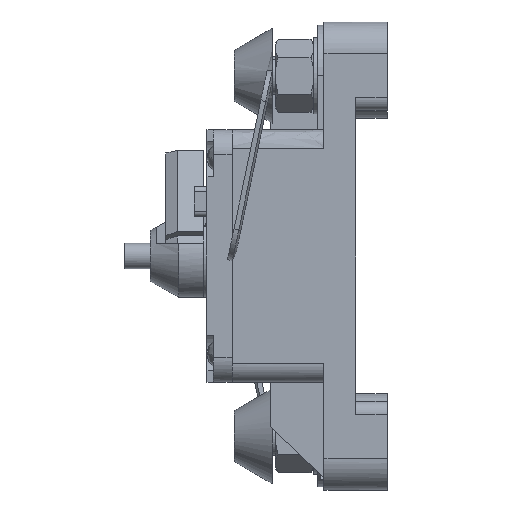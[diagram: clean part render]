
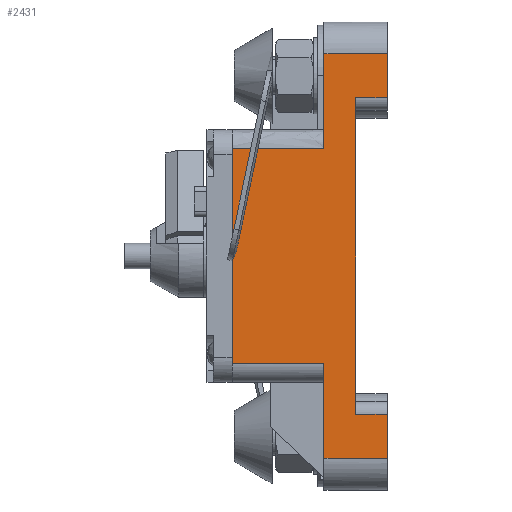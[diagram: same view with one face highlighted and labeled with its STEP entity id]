
A CAD part, left-side view. The second image highlights one B-rep face of the part: STEP entity #2431.
In plain terms, the highlighted free-form (B-spline) face has degree [1, 1] with [2, 2] control points.
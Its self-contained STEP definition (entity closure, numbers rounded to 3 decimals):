
#1130 = VERTEX_POINT('',#1131);
#1131 = CARTESIAN_POINT('',(-21.589,8.995,
    -28.785));
#1137 = EDGE_CURVE('',#1130,#1138,#1140,.T.);
#1138 = VERTEX_POINT('',#1139);
#1139 = CARTESIAN_POINT('',(-21.589,8.995,
    -15.292));
#1140 = B_SPLINE_CURVE_WITH_KNOTS('',1,(#1141,#1142),.UNSPECIFIED.,.F.,
  .F.,(2,2),(5.,20.),.PIECEWISE_BEZIER_KNOTS.);
#1141 = CARTESIAN_POINT('',(-21.589,8.995,
    -28.785));
#1142 = CARTESIAN_POINT('',(-21.589,8.995,
    -15.292));
#1467 = EDGE_CURVE('',#1468,#1470,#1472,.T.);
#1468 = VERTEX_POINT('',#1469);
#1469 = CARTESIAN_POINT('',(-21.589,8.995,
    15.292));
#1470 = VERTEX_POINT('',#1471);
#1471 = CARTESIAN_POINT('',(-21.589,8.995,
    28.785));
#1472 = B_SPLINE_CURVE_WITH_KNOTS('',1,(#1473,#1474),.UNSPECIFIED.,.F.,
  .F.,(2,2),(54.,69.),.PIECEWISE_BEZIER_KNOTS.);
#1473 = CARTESIAN_POINT('',(-21.589,8.995,
    15.292));
#1474 = CARTESIAN_POINT('',(-21.589,8.995,
    28.785));
#1989 = VERTEX_POINT('',#1990);
#1990 = CARTESIAN_POINT('',(-21.589,4.498,
    22.488));
#1996 = EDGE_CURVE('',#1997,#1989,#1999,.T.);
#1997 = VERTEX_POINT('',#1998);
#1998 = CARTESIAN_POINT('',(-21.589,4.498,-22.488
    ));
#1999 = B_SPLINE_CURVE_WITH_KNOTS('',1,(#2000,#2001),.UNSPECIFIED.,.F.,
  .F.,(2,2),(12.,62.),.PIECEWISE_BEZIER_KNOTS.);
#2000 = CARTESIAN_POINT('',(-21.589,4.498,-22.488
    ));
#2001 = CARTESIAN_POINT('',(-21.589,4.498,
    22.488));
#2431 = ADVANCED_FACE('',(#2432),#2494,.F.);
#2432 = FACE_BOUND('',#2433,.T.);
#2433 = EDGE_LOOP('',(#2434,#2435,#2442,#2449,#2454,#2455,#2462,#2469,
    #2474,#2475,#2482,#2489));
#2434 = ORIENTED_EDGE('',*,*,#1467,.F.);
#2435 = ORIENTED_EDGE('',*,*,#2436,.T.);
#2436 = EDGE_CURVE('',#1468,#2437,#2439,.T.);
#2437 = VERTEX_POINT('',#2438);
#2438 = CARTESIAN_POINT('',(-21.589,22.038,
    15.292));
#2439 = B_SPLINE_CURVE_WITH_KNOTS('',1,(#2440,#2441),.UNSPECIFIED.,.F.,
  .F.,(2,2),(0.,14.5),.PIECEWISE_BEZIER_KNOTS.);
#2440 = CARTESIAN_POINT('',(-21.589,8.995,
    15.292));
#2441 = CARTESIAN_POINT('',(-21.589,22.038,
    15.292));
#2442 = ORIENTED_EDGE('',*,*,#2443,.F.);
#2443 = EDGE_CURVE('',#2444,#2437,#2446,.T.);
#2444 = VERTEX_POINT('',#2445);
#2445 = CARTESIAN_POINT('',(-21.589,22.038,
    -15.292));
#2446 = B_SPLINE_CURVE_WITH_KNOTS('',1,(#2447,#2448),.UNSPECIFIED.,.F.,
  .F.,(2,2),(-37.,-3.),.PIECEWISE_BEZIER_KNOTS.);
#2447 = CARTESIAN_POINT('',(-21.589,22.038,
    -15.292));
#2448 = CARTESIAN_POINT('',(-21.589,22.038,
    15.292));
#2449 = ORIENTED_EDGE('',*,*,#2450,.T.);
#2450 = EDGE_CURVE('',#2444,#1138,#2451,.T.);
#2451 = B_SPLINE_CURVE_WITH_KNOTS('',1,(#2452,#2453),.UNSPECIFIED.,.F.,
  .F.,(2,2),(-14.5,0.),.PIECEWISE_BEZIER_KNOTS.);
#2452 = CARTESIAN_POINT('',(-21.589,22.038,
    -15.292));
#2453 = CARTESIAN_POINT('',(-21.589,8.995,
    -15.292));
#2454 = ORIENTED_EDGE('',*,*,#1137,.F.);
#2455 = ORIENTED_EDGE('',*,*,#2456,.T.);
#2456 = EDGE_CURVE('',#1130,#2457,#2459,.T.);
#2457 = VERTEX_POINT('',#2458);
#2458 = CARTESIAN_POINT('',(-21.589,0.,-28.785));
#2459 = B_SPLINE_CURVE_WITH_KNOTS('',1,(#2460,#2461),.UNSPECIFIED.,.F.,
  .F.,(2,2),(0.,10.),.PIECEWISE_BEZIER_KNOTS.);
#2460 = CARTESIAN_POINT('',(-21.589,8.995,
    -28.785));
#2461 = CARTESIAN_POINT('',(-21.589,0.,-28.785));
#2462 = ORIENTED_EDGE('',*,*,#2463,.F.);
#2463 = EDGE_CURVE('',#2464,#2457,#2466,.T.);
#2464 = VERTEX_POINT('',#2465);
#2465 = CARTESIAN_POINT('',(-21.589,0.,-22.488));
#2466 = B_SPLINE_CURVE_WITH_KNOTS('',1,(#2467,#2468),.UNSPECIFIED.,.F.,
  .F.,(2,2),(-12.,-5.),.PIECEWISE_BEZIER_KNOTS.);
#2467 = CARTESIAN_POINT('',(-21.589,0.,-22.488));
#2468 = CARTESIAN_POINT('',(-21.589,0.,-28.785));
#2469 = ORIENTED_EDGE('',*,*,#2470,.T.);
#2470 = EDGE_CURVE('',#2464,#1997,#2471,.T.);
#2471 = B_SPLINE_CURVE_WITH_KNOTS('',1,(#2472,#2473),.UNSPECIFIED.,.F.,
  .F.,(2,2),(-10.,-5.),.PIECEWISE_BEZIER_KNOTS.);
#2472 = CARTESIAN_POINT('',(-21.589,0.,-22.488));
#2473 = CARTESIAN_POINT('',(-21.589,4.498,-22.488
    ));
#2474 = ORIENTED_EDGE('',*,*,#1996,.T.);
#2475 = ORIENTED_EDGE('',*,*,#2476,.F.);
#2476 = EDGE_CURVE('',#2477,#1989,#2479,.T.);
#2477 = VERTEX_POINT('',#2478);
#2478 = CARTESIAN_POINT('',(-21.589,0.,22.488));
#2479 = B_SPLINE_CURVE_WITH_KNOTS('',1,(#2480,#2481),.UNSPECIFIED.,.F.,
  .F.,(2,2),(0.,5.),.PIECEWISE_BEZIER_KNOTS.);
#2480 = CARTESIAN_POINT('',(-21.589,0.,22.488));
#2481 = CARTESIAN_POINT('',(-21.589,4.498,
    22.488));
#2482 = ORIENTED_EDGE('',*,*,#2483,.F.);
#2483 = EDGE_CURVE('',#2484,#2477,#2486,.T.);
#2484 = VERTEX_POINT('',#2485);
#2485 = CARTESIAN_POINT('',(-21.589,0.,28.785));
#2486 = B_SPLINE_CURVE_WITH_KNOTS('',1,(#2487,#2488),.UNSPECIFIED.,.F.,
  .F.,(2,2),(-7.,0.),.PIECEWISE_BEZIER_KNOTS.);
#2487 = CARTESIAN_POINT('',(-21.589,0.,28.785));
#2488 = CARTESIAN_POINT('',(-21.589,0.,22.488));
#2489 = ORIENTED_EDGE('',*,*,#2490,.T.);
#2490 = EDGE_CURVE('',#2484,#1470,#2491,.T.);
#2491 = B_SPLINE_CURVE_WITH_KNOTS('',1,(#2492,#2493),.UNSPECIFIED.,.F.,
  .F.,(2,2),(-10.,0.),.PIECEWISE_BEZIER_KNOTS.);
#2492 = CARTESIAN_POINT('',(-21.589,0.,28.785));
#2493 = CARTESIAN_POINT('',(-21.589,8.995,
    28.785));
#2494 = B_SPLINE_SURFACE_WITH_KNOTS('',1,1,(
    (#2495,#2496)
    ,(#2497,#2498
    )),.UNSPECIFIED.,.F.,.F.,.F.,(2,2),(2,2),(-69.,-5.),(-10.,14.5),
  .PIECEWISE_BEZIER_KNOTS.);
#2495 = CARTESIAN_POINT('',(-21.589,0.,28.785));
#2496 = CARTESIAN_POINT('',(-21.589,22.038,
    28.785));
#2497 = CARTESIAN_POINT('',(-21.589,0.,-28.785));
#2498 = CARTESIAN_POINT('',(-21.589,22.038,
    -28.785));
